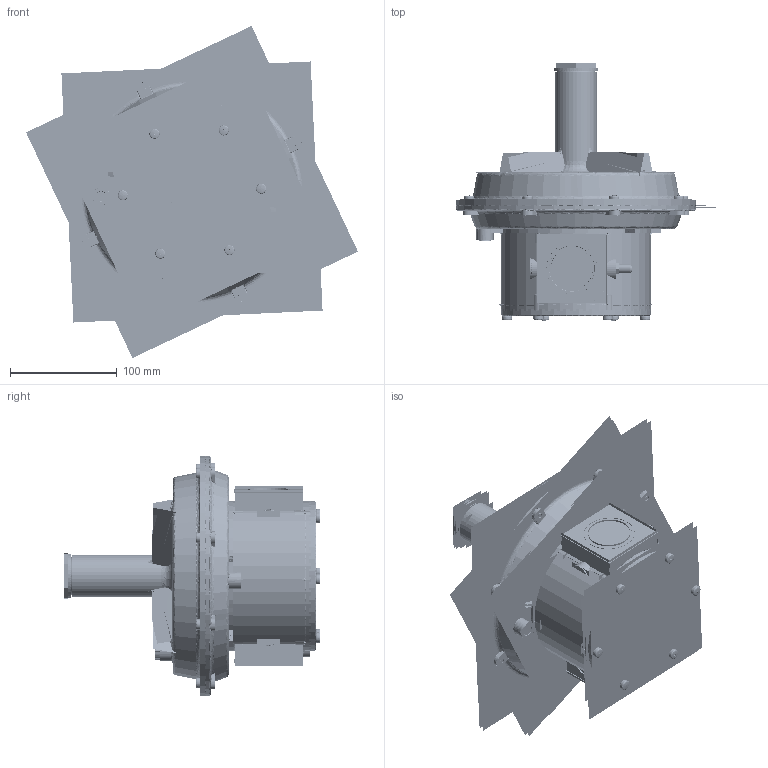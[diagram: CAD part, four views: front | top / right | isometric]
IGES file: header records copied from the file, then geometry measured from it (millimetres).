
Start section:  PTC IGES file: FC05.igs
Global section: file name: FC05.igs; native system: Creo Parametric by Parametric Technology Corporation; preprocessor: 2012130; author: Matteo Bolognesi; organization: Unknown; date: 20140528.175058; units: millimetre
Bounding box: 311.5 x 241.15 x 311.53 mm (x, y, z)
Surface area: 3015247.9 mm2 (no closed solid volume)
Topology: 0 solids, 0 shells, 6056 faces, 78353 edges, 103188 vertices
Faces by surface type: revolution 4132, bspline 1860, extrusion 64
